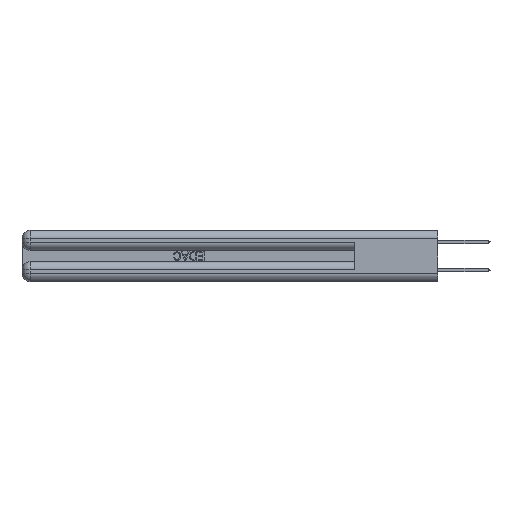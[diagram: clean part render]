
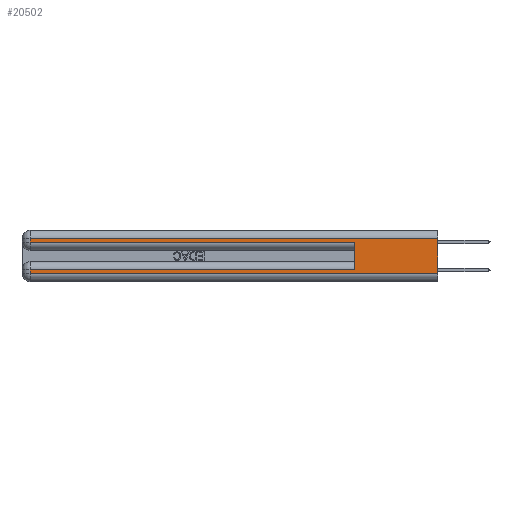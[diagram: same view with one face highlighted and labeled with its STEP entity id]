
A CAD part, left-side view. The second image highlights one B-rep face of the part: STEP entity #20502.
In plain terms, the highlighted planar face has unit normal (-1, 0, 0).
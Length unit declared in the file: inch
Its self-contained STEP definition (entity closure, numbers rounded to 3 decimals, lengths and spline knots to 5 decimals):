
#3235 = VERTEX_POINT ( 'NONE', #15413 ) ;
#3525 = LINE ( 'NONE', #8923, #45807 ) ;
#6102 = EDGE_CURVE ( 'NONE', #44018, #28103, #22920, .T. ) ;
#6412 = CARTESIAN_POINT ( 'NONE',  ( 0., 0.6, 0.145 ) ) ;
#6747 = CARTESIAN_POINT ( 'NONE',  ( 0., 2.94, 0.31 ) ) ;
#7479 = CARTESIAN_POINT ( 'NONE',  ( 0., 0.6, 0.285 ) ) ;
#7799 = EDGE_CURVE ( 'NONE', #32836, #46289, #3525, .T. ) ;
#8288 = VECTOR ( 'NONE', #28785, 39.37008 ) ;
#8770 = DIRECTION ( 'NONE',  ( 0., -1., 0. ) ) ;
#8923 = CARTESIAN_POINT ( 'NONE',  ( 0., 0., 0.285 ) ) ;
#9203 = CARTESIAN_POINT ( 'NONE',  ( 0., 0., 0.37 ) ) ;
#9893 = ORIENTED_EDGE ( 'NONE', *, *, #6102, .T. ) ;
#11022 = CARTESIAN_POINT ( 'NONE',  ( 0., 2.94, 0.37 ) ) ;
#12205 = EDGE_CURVE ( 'NONE', #24125, #15834, #21082, .T. ) ;
#12439 = LINE ( 'NONE', #38125, #41804 ) ;
#13184 = DIRECTION ( 'NONE',  ( 0., 0., 1. ) ) ;
#13932 = CARTESIAN_POINT ( 'NONE',  ( 0., 2.94, 0.37 ) ) ;
#14164 = CARTESIAN_POINT ( 'NONE',  ( 0., 0., 0.085 ) ) ;
#14734 = CARTESIAN_POINT ( 'NONE',  ( 0., 0., 0.31 ) ) ;
#14907 = VECTOR ( 'NONE', #35206, 39.37008 ) ;
#15017 = CARTESIAN_POINT ( 'NONE',  ( 0., 0., 0.37 ) ) ;
#15081 = EDGE_CURVE ( 'NONE', #24125, #29483, #19427, .T. ) ;
#15413 = CARTESIAN_POINT ( 'NONE',  ( 0., 2.94, 0.06 ) ) ;
#15834 = VERTEX_POINT ( 'NONE', #6747 ) ;
#18881 = EDGE_LOOP ( 'NONE', ( #30324, #35346, #29154, #38871, #28277, #9893, #21588, #35701 ) ) ;
#19096 = DIRECTION ( 'NONE',  ( 0., 0., -1. ) ) ;
#19427 = LINE ( 'NONE', #9203, #14907 ) ;
#19755 = CARTESIAN_POINT ( 'NONE',  ( 0., 0.6, 0.085 ) ) ;
#20502 = ADVANCED_FACE ( 'NONE', ( #44090 ), #29344, .F. ) ;
#20904 = EDGE_CURVE ( 'NONE', #44018, #46289, #32185, .T. ) ;
#21082 = LINE ( 'NONE', #14734, #23961 ) ;
#21588 = ORIENTED_EDGE ( 'NONE', *, *, #22648, .T. ) ;
#22648 = EDGE_CURVE ( 'NONE', #28103, #3235, #39385, .T. ) ;
#22920 = LINE ( 'NONE', #14164, #8288 ) ;
#23961 = VECTOR ( 'NONE', #29201, 39.37008 ) ;
#24125 = VERTEX_POINT ( 'NONE', #40956 ) ;
#28103 = VERTEX_POINT ( 'NONE', #36617 ) ;
#28277 = ORIENTED_EDGE ( 'NONE', *, *, #20904, .F. ) ;
#28785 = DIRECTION ( 'NONE',  ( 0., 1., 0. ) ) ;
#29154 = ORIENTED_EDGE ( 'NONE', *, *, #46082, .T. ) ;
#29201 = DIRECTION ( 'NONE',  ( 0., 1., 0. ) ) ;
#29344 = PLANE ( 'NONE',  #45963 ) ;
#29483 = VERTEX_POINT ( 'NONE', #39210 ) ;
#29795 = VECTOR ( 'NONE', #45047, 39.37008 ) ;
#29827 = DIRECTION ( 'NONE',  ( 1., 0., 0. ) ) ;
#30324 = ORIENTED_EDGE ( 'NONE', *, *, #15081, .F. ) ;
#31003 = DIRECTION ( 'NONE',  ( 0., -1., 0. ) ) ;
#32185 = LINE ( 'NONE', #6412, #40688 ) ;
#32836 = VERTEX_POINT ( 'NONE', #39760 ) ;
#33112 = VECTOR ( 'NONE', #45990, 39.37008 ) ;
#34259 = LINE ( 'NONE', #13932, #33112 ) ;
#35206 = DIRECTION ( 'NONE',  ( 0., 0., -1. ) ) ;
#35346 = ORIENTED_EDGE ( 'NONE', *, *, #12205, .T. ) ;
#35701 = ORIENTED_EDGE ( 'NONE', *, *, #37576, .T. ) ;
#36617 = CARTESIAN_POINT ( 'NONE',  ( 0., 2.94, 0.085 ) ) ;
#37576 = EDGE_CURVE ( 'NONE', #3235, #29483, #12439, .T. ) ;
#38125 = CARTESIAN_POINT ( 'NONE',  ( 0., 0., 0.06 ) ) ;
#38871 = ORIENTED_EDGE ( 'NONE', *, *, #7799, .T. ) ;
#39210 = CARTESIAN_POINT ( 'NONE',  ( 0., 0., 0.06 ) ) ;
#39385 = LINE ( 'NONE', #11022, #29795 ) ;
#39760 = CARTESIAN_POINT ( 'NONE',  ( 0., 2.94, 0.285 ) ) ;
#40688 = VECTOR ( 'NONE', #13184, 39.37008 ) ;
#40956 = CARTESIAN_POINT ( 'NONE',  ( 0., 0., 0.31 ) ) ;
#41804 = VECTOR ( 'NONE', #31003, 39.37008 ) ;
#44018 = VERTEX_POINT ( 'NONE', #19755 ) ;
#44090 = FACE_OUTER_BOUND ( 'NONE', #18881, .T. ) ;
#45047 = DIRECTION ( 'NONE',  ( 0., 0., -1. ) ) ;
#45807 = VECTOR ( 'NONE', #8770, 39.37008 ) ;
#45963 = AXIS2_PLACEMENT_3D ( 'NONE', #15017, #29827, #19096 ) ;
#45990 = DIRECTION ( 'NONE',  ( 0., 0., -1. ) ) ;
#46082 = EDGE_CURVE ( 'NONE', #15834, #32836, #34259, .T. ) ;
#46289 = VERTEX_POINT ( 'NONE', #7479 ) ;
